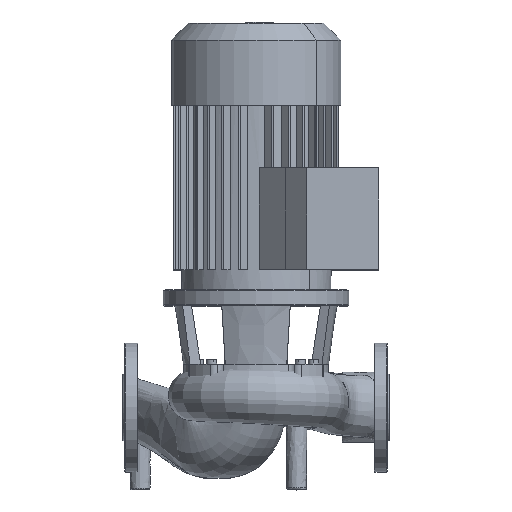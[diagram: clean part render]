
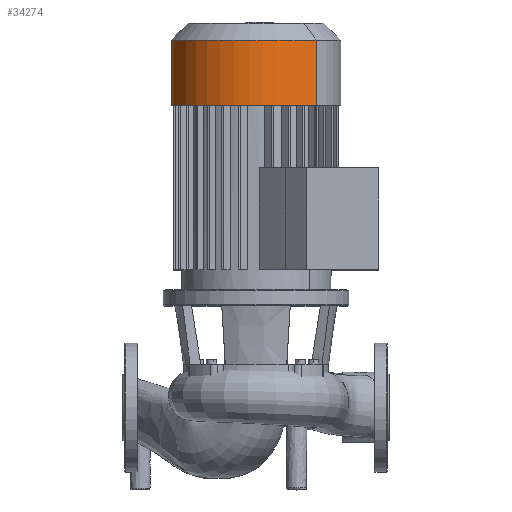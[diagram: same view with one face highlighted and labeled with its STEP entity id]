
A CAD part, top view. The second image highlights one B-rep face of the part: STEP entity #34274.
In plain terms, the highlighted cylindrical face has radius 108.5 mm (diameter 217 mm), a partial arc.
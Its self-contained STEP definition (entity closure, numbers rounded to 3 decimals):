
#29880=CARTESIAN_POINT('',(246.721,386.0,226.721));
#29881=VERTEX_POINT('',#29880);
#29882=CARTESIAN_POINT('',(246.721,469.3,226.721));
#29883=VERTEX_POINT('',#29882);
#29884=CARTESIAN_POINT('',(246.721,386.0,226.721));
#29885=DIRECTION('',(0.0,1.0,0.0));
#29886=VECTOR('',#29885,83.3);
#29887=LINE('',#29884,#29886);
#29888=EDGE_CURVE('',#29881,#29883,#29887,.T.);
#29890=CARTESIAN_POINT('',(93.279,386.0,73.279));
#29891=VERTEX_POINT('',#29890);
#29899=CARTESIAN_POINT('',(93.279,469.3,73.279));
#29900=VERTEX_POINT('',#29899);
#29901=CARTESIAN_POINT('',(93.279,386.0,73.279));
#29902=DIRECTION('',(0.0,1.0,0.0));
#29903=VECTOR('',#29902,83.3);
#29904=LINE('',#29901,#29903);
#29905=EDGE_CURVE('',#29891,#29900,#29904,.T.);
#32823=CARTESIAN_POINT('',(170.,386.0,150.0));
#32824=DIRECTION('',(0.0,1.,0.0));
#32825=DIRECTION('',(0.707,0.0,0.707));
#32826=AXIS2_PLACEMENT_3D('',#32823,#32824,#32825);
#32827=CIRCLE('',#32826,108.5);
#32828=EDGE_CURVE('',#29891,#29881,#32827,.T.);
#34253=CARTESIAN_POINT('',(170.,469.3,150.0));
#34254=DIRECTION('',(0.0,1.,0.0));
#34255=DIRECTION('',(0.707,0.0,0.707));
#34256=AXIS2_PLACEMENT_3D('',#34253,#34254,#34255);
#34257=CIRCLE('',#34256,108.5);
#34258=EDGE_CURVE('',#29900,#29883,#34257,.T.);
#34263=CARTESIAN_POINT('',(170.,491.0,150.0));
#34264=DIRECTION('',(0.0,-1.0,0.0));
#34265=DIRECTION('',(0.707,0.0,0.707));
#34266=AXIS2_PLACEMENT_3D('',#34263,#34264,#34265);
#34267=CYLINDRICAL_SURFACE('',#34266,108.5);
#34268=ORIENTED_EDGE('',*,*,#29888,.T.);
#34269=ORIENTED_EDGE('',*,*,#34258,.F.);
#34270=ORIENTED_EDGE('',*,*,#29905,.F.);
#34271=ORIENTED_EDGE('',*,*,#32828,.T.);
#34272=EDGE_LOOP('',(#34268,#34269,#34270,#34271));
#34273=FACE_OUTER_BOUND('',#34272,.T.);
#34274=ADVANCED_FACE('',(#34273),#34267,.T.);
